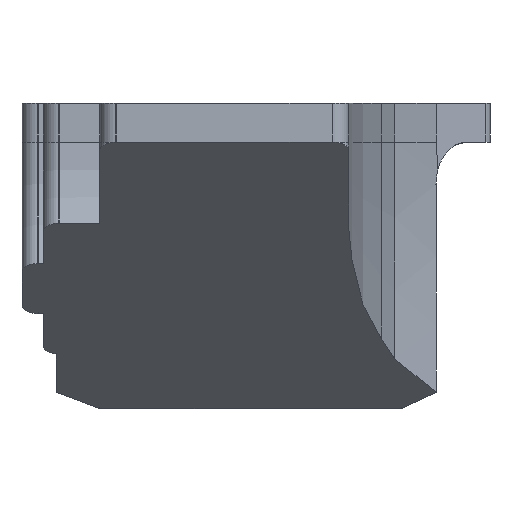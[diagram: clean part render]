
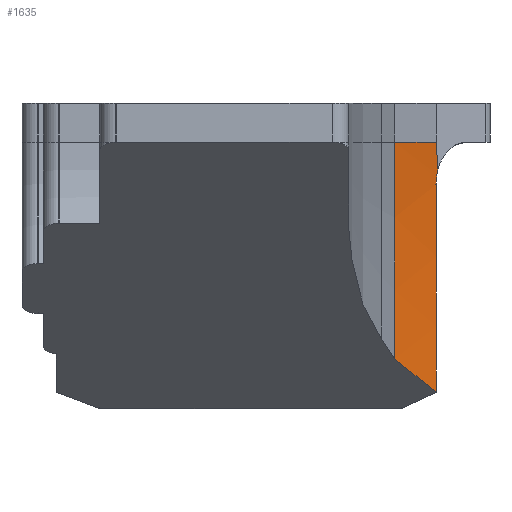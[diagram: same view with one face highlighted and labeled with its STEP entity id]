
A CAD part, left-side view. The second image highlights one B-rep face of the part: STEP entity #1635.
In plain terms, the highlighted conical face has half-angle 57.988 degrees and reference radius 111.266 mm.
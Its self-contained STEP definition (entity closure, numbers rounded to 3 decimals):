
#71 = CARTESIAN_POINT ( 'NONE',  ( 121.735, -103.244, -14.38 ) ) ;
#93 = VERTEX_POINT ( 'NONE', #196 ) ;
#196 = CARTESIAN_POINT ( 'NONE',  ( 107.266, -93.955, -5. ) ) ;
#211 = ORIENTED_EDGE ( 'NONE', *, *, #3001, .T. ) ;
#379 = CARTESIAN_POINT ( 'NONE',  ( -9.027, -19.365, 6.474 ) ) ;
#382 = CARTESIAN_POINT ( 'NONE',  ( 122.131, -103.244, -5. ) ) ;
#530 = DIRECTION ( 'NONE',  ( 0., -1., 0. ) ) ;
#559 = LINE ( 'NONE', #2308, #3418 ) ;
#593 = CARTESIAN_POINT ( 'NONE',  ( 107.224, -103.247, -60.633 ) ) ;
#619 = B_SPLINE_CURVE_WITH_KNOTS ( 'NONE', 3,
 ( #71, #1843, #790, #3613 ),
 .UNSPECIFIED., .F., .F.,
 ( 4, 4 ),
 ( 0., 0.003 ),
 .UNSPECIFIED. ) ;
#687 = CARTESIAN_POINT ( 'NONE',  ( 122.238, -103.347, -9.145 ) ) ;
#712 = VECTOR ( 'NONE', #2181, 1000. ) ;
#790 = CARTESIAN_POINT ( 'NONE',  ( 122.066, -103.346, -12.219 ) ) ;
#922 = EDGE_CURVE ( 'NONE', #978, #4276, #1614, .T. ) ;
#950 = CARTESIAN_POINT ( 'NONE',  ( 94.351, -93.958, -53.202 ) ) ;
#978 = VERTEX_POINT ( 'NONE', #382 ) ;
#1065 = CONICAL_SURFACE ( 'NONE', #1296, 111.266, 1.012 ) ;
#1105 = EDGE_LOOP ( 'NONE', ( #1610, #1337, #211, #2685, #1361, #2357 ) ) ;
#1267 = EDGE_CURVE ( 'NONE', #3966, #2094, #2785, .T. ) ;
#1269 = CARTESIAN_POINT ( 'NONE',  ( 10.865, -103.267, -5. ) ) ;
#1296 = AXIS2_PLACEMENT_3D ( 'NONE', #4074, #530, #1960 ) ;
#1318 = DIRECTION ( 'NONE',  ( 1., 0., 0. ) ) ;
#1337 = ORIENTED_EDGE ( 'NONE', *, *, #1267, .F. ) ;
#1361 = ORIENTED_EDGE ( 'NONE', *, *, #922, .F. ) ;
#1433 = AXIS2_PLACEMENT_3D ( 'NONE', #4299, #2179, #3177 ) ;
#1591 = DIRECTION ( 'NONE',  ( 0., -1., 0. ) ) ;
#1610 = ORIENTED_EDGE ( 'NONE', *, *, #2654, .F. ) ;
#1614 = B_SPLINE_CURVE_WITH_KNOTS ( 'NONE', 3,
 ( #2093, #3885, #687, #2883 ),
 .UNSPECIFIED., .F., .F.,
 ( 4, 4 ),
 ( 0., 0.006 ),
 .UNSPECIFIED. ) ;
#1635 = ADVANCED_FACE ( 'NONE', ( #2657 ), #1065, .F. ) ;
#1843 = CARTESIAN_POINT ( 'NONE',  ( 121.828, -103.244, -13.279 ) ) ;
#1960 = DIRECTION ( 'NONE',  ( 1., 0., 0. ) ) ;
#2093 = CARTESIAN_POINT ( 'NONE',  ( 122.131, -103.244, -5. ) ) ;
#2094 = VERTEX_POINT ( 'NONE', #950 ) ;
#2154 = CARTESIAN_POINT ( 'NONE',  ( 122.447, -103.549, -11.202 ) ) ;
#2179 = DIRECTION ( 'NONE',  ( 0., -1., 0. ) ) ;
#2181 = DIRECTION ( 'NONE',  ( -0.734, 0.53, 0.424 ) ) ;
#2308 = CARTESIAN_POINT ( 'NONE',  ( -12.101, -19.366, -5. ) ) ;
#2357 = ORIENTED_EDGE ( 'NONE', *, *, #3140, .T. ) ;
#2654 = EDGE_CURVE ( 'NONE', #2094, #93, #3072, .T. ) ;
#2657 = FACE_OUTER_BOUND ( 'NONE', #1105, .T. ) ;
#2685 = ORIENTED_EDGE ( 'NONE', *, *, #3282, .T. ) ;
#2785 = LINE ( 'NONE', #379, #712 ) ;
#2883 = CARTESIAN_POINT ( 'NONE',  ( 122.447, -103.549, -11.202 ) ) ;
#3001 = EDGE_CURVE ( 'NONE', #3966, #4320, #3338, .T. ) ;
#3072 = CIRCLE ( 'NONE', #1433, 96.403 ) ;
#3128 = CARTESIAN_POINT ( 'NONE',  ( 121.735, -103.244, -14.38 ) ) ;
#3140 = EDGE_CURVE ( 'NONE', #978, #93, #559, .T. ) ;
#3177 = DIRECTION ( 'NONE',  ( 1., 0., 0. ) ) ;
#3282 = EDGE_CURVE ( 'NONE', #4320, #4276, #619, .T. ) ;
#3338 = CIRCLE ( 'NONE', #4308, 111.266 ) ;
#3418 = VECTOR ( 'NONE', #3734, 1000. ) ;
#3613 = CARTESIAN_POINT ( 'NONE',  ( 122.447, -103.549, -11.202 ) ) ;
#3734 = DIRECTION ( 'NONE',  ( -0.848, 0.53, 0. ) ) ;
#3885 = CARTESIAN_POINT ( 'NONE',  ( 122.131, -103.244, -7.078 ) ) ;
#3966 = VERTEX_POINT ( 'NONE', #593 ) ;
#4074 = CARTESIAN_POINT ( 'NONE',  ( 10.865, -103.267, -5. ) ) ;
#4276 = VERTEX_POINT ( 'NONE', #2154 ) ;
#4299 = CARTESIAN_POINT ( 'NONE',  ( 10.863, -93.975, -5. ) ) ;
#4308 = AXIS2_PLACEMENT_3D ( 'NONE', #1269, #1591, #1318 ) ;
#4320 = VERTEX_POINT ( 'NONE', #3128 ) ;
